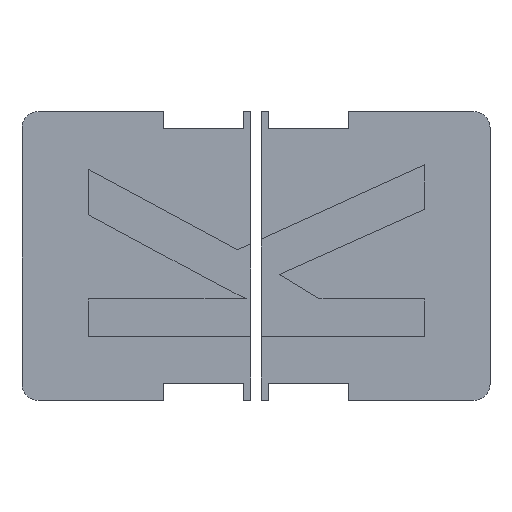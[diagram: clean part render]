
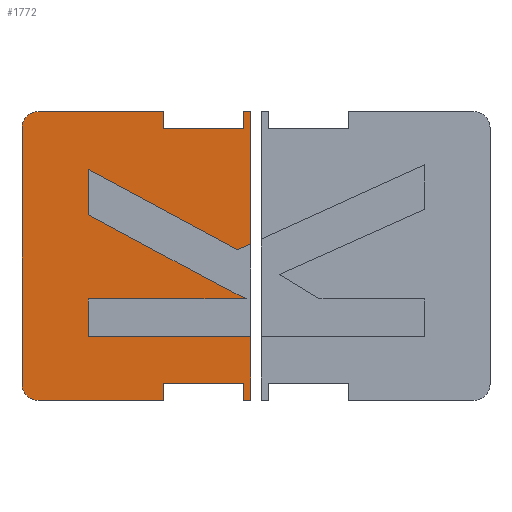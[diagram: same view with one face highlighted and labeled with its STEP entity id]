
A CAD part, top view. The second image highlights one B-rep face of the part: STEP entity #1772.
In plain terms, the highlighted planar face has unit normal (0, 0, 1).
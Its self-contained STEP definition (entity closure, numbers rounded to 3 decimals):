
#17=CIRCLE('',#1890,3.);
#18=CIRCLE('',#1891,3.);
#116=FACE_OUTER_BOUND('',#210,.T.);
#210=EDGE_LOOP('',(#1508,#1509,#1510,#1511,#1512,#1513,#1514,#1515,#1516,
#1517,#1518,#1519,#1520,#1521,#1522,#1523,#1524,#1525,#1526,#1527,#1528,
#1529,#1530));
#399=LINE('',#2722,#637);
#403=LINE('',#2730,#641);
#414=LINE('',#2752,#652);
#416=LINE('',#2756,#654);
#418=LINE('',#2760,#656);
#420=LINE('',#2764,#658);
#422=LINE('',#2768,#660);
#424=LINE('',#2772,#662);
#426=LINE('',#2776,#664);
#428=LINE('',#2779,#666);
#429=LINE('',#2782,#667);
#430=LINE('',#2784,#668);
#431=LINE('',#2786,#669);
#432=LINE('',#2788,#670);
#433=LINE('',#2790,#671);
#434=LINE('',#2794,#672);
#435=LINE('',#2798,#673);
#436=LINE('',#2800,#674);
#437=LINE('',#2802,#675);
#438=LINE('',#2804,#676);
#439=LINE('',#2805,#677);
#637=VECTOR('',#2232,10.);
#641=VECTOR('',#2236,10.);
#652=VECTOR('',#2251,10.);
#654=VECTOR('',#2255,10.);
#656=VECTOR('',#2259,10.);
#658=VECTOR('',#2263,10.);
#660=VECTOR('',#2267,10.);
#662=VECTOR('',#2271,10.);
#664=VECTOR('',#2275,10.);
#666=VECTOR('',#2279,10.);
#667=VECTOR('',#2282,10.);
#668=VECTOR('',#2283,10.);
#669=VECTOR('',#2284,10.);
#670=VECTOR('',#2285,10.);
#671=VECTOR('',#2286,10.);
#672=VECTOR('',#2289,10.);
#673=VECTOR('',#2292,10.);
#674=VECTOR('',#2293,10.);
#675=VECTOR('',#2294,10.);
#676=VECTOR('',#2295,10.);
#677=VECTOR('',#2296,10.);
#820=VERTEX_POINT('',#2719);
#821=VERTEX_POINT('',#2721);
#824=VERTEX_POINT('',#2727);
#825=VERTEX_POINT('',#2729);
#834=VERTEX_POINT('',#2751);
#835=VERTEX_POINT('',#2755);
#836=VERTEX_POINT('',#2759);
#837=VERTEX_POINT('',#2763);
#838=VERTEX_POINT('',#2767);
#839=VERTEX_POINT('',#2771);
#840=VERTEX_POINT('',#2775);
#841=VERTEX_POINT('',#2781);
#842=VERTEX_POINT('',#2783);
#843=VERTEX_POINT('',#2785);
#844=VERTEX_POINT('',#2787);
#845=VERTEX_POINT('',#2789);
#846=VERTEX_POINT('',#2791);
#847=VERTEX_POINT('',#2793);
#848=VERTEX_POINT('',#2795);
#849=VERTEX_POINT('',#2797);
#850=VERTEX_POINT('',#2799);
#851=VERTEX_POINT('',#2801);
#852=VERTEX_POINT('',#2803);
#1043=EDGE_CURVE('',#821,#820,#399,.T.);
#1047=EDGE_CURVE('',#825,#824,#403,.T.);
#1058=EDGE_CURVE('',#834,#821,#414,.T.);
#1060=EDGE_CURVE('',#835,#834,#416,.T.);
#1062=EDGE_CURVE('',#836,#835,#418,.T.);
#1064=EDGE_CURVE('',#837,#836,#420,.T.);
#1066=EDGE_CURVE('',#838,#837,#422,.T.);
#1068=EDGE_CURVE('',#839,#838,#424,.T.);
#1070=EDGE_CURVE('',#840,#839,#426,.T.);
#1072=EDGE_CURVE('',#824,#840,#428,.T.);
#1073=EDGE_CURVE('',#820,#841,#429,.T.);
#1074=EDGE_CURVE('',#841,#842,#430,.T.);
#1075=EDGE_CURVE('',#842,#843,#431,.T.);
#1076=EDGE_CURVE('',#843,#844,#432,.T.);
#1077=EDGE_CURVE('',#844,#845,#433,.T.);
#1078=EDGE_CURVE('',#845,#846,#17,.T.);
#1079=EDGE_CURVE('',#846,#847,#434,.T.);
#1080=EDGE_CURVE('',#847,#848,#18,.T.);
#1081=EDGE_CURVE('',#848,#849,#435,.T.);
#1082=EDGE_CURVE('',#849,#850,#436,.T.);
#1083=EDGE_CURVE('',#850,#851,#437,.T.);
#1084=EDGE_CURVE('',#851,#852,#438,.T.);
#1085=EDGE_CURVE('',#852,#825,#439,.T.);
#1508=ORIENTED_EDGE('',*,*,#1072,.T.);
#1509=ORIENTED_EDGE('',*,*,#1070,.T.);
#1510=ORIENTED_EDGE('',*,*,#1068,.T.);
#1511=ORIENTED_EDGE('',*,*,#1066,.T.);
#1512=ORIENTED_EDGE('',*,*,#1064,.T.);
#1513=ORIENTED_EDGE('',*,*,#1062,.T.);
#1514=ORIENTED_EDGE('',*,*,#1060,.T.);
#1515=ORIENTED_EDGE('',*,*,#1058,.T.);
#1516=ORIENTED_EDGE('',*,*,#1043,.T.);
#1517=ORIENTED_EDGE('',*,*,#1073,.T.);
#1518=ORIENTED_EDGE('',*,*,#1074,.T.);
#1519=ORIENTED_EDGE('',*,*,#1075,.T.);
#1520=ORIENTED_EDGE('',*,*,#1076,.T.);
#1521=ORIENTED_EDGE('',*,*,#1077,.T.);
#1522=ORIENTED_EDGE('',*,*,#1078,.T.);
#1523=ORIENTED_EDGE('',*,*,#1079,.T.);
#1524=ORIENTED_EDGE('',*,*,#1080,.T.);
#1525=ORIENTED_EDGE('',*,*,#1081,.T.);
#1526=ORIENTED_EDGE('',*,*,#1082,.T.);
#1527=ORIENTED_EDGE('',*,*,#1083,.T.);
#1528=ORIENTED_EDGE('',*,*,#1084,.T.);
#1529=ORIENTED_EDGE('',*,*,#1085,.T.);
#1530=ORIENTED_EDGE('',*,*,#1047,.T.);
#1680=PLANE('',#1889);
#1772=ADVANCED_FACE('',(#116),#1680,.T.);
#1889=AXIS2_PLACEMENT_3D('',#2780,#2280,#2281);
#1890=AXIS2_PLACEMENT_3D('',#2792,#2287,#2288);
#1891=AXIS2_PLACEMENT_3D('',#2796,#2290,#2291);
#2232=DIRECTION('',(0.,1.,0.));
#2236=DIRECTION('',(0.,1.,0.));
#2251=DIRECTION('',(0.911,0.413,0.));
#2255=DIRECTION('',(0.88,-0.475,0.));
#2259=DIRECTION('',(0.,1.,0.));
#2263=DIRECTION('',(-0.881,0.473,0.));
#2267=DIRECTION('',(-0.887,0.462,0.));
#2271=DIRECTION('',(1.,0.,0.));
#2275=DIRECTION('',(0.,1.,0.));
#2279=DIRECTION('',(-1.,0.,0.));
#2280=DIRECTION('center_axis',(0.,0.,1.));
#2281=DIRECTION('ref_axis',(1.,0.,0.));
#2282=DIRECTION('',(-1.,0.,0.));
#2283=DIRECTION('',(0.,-1.,0.));
#2284=DIRECTION('',(-1.,0.,0.));
#2285=DIRECTION('',(0.,1.,0.));
#2286=DIRECTION('',(-1.,0.,0.));
#2287=DIRECTION('center_axis',(0.,0.,1.));
#2288=DIRECTION('ref_axis',(0.,1.,0.));
#2289=DIRECTION('',(0.,-1.,0.));
#2290=DIRECTION('center_axis',(0.,0.,1.));
#2291=DIRECTION('ref_axis',(-1.,0.,0.));
#2292=DIRECTION('',(1.,0.,0.));
#2293=DIRECTION('',(0.,1.,0.));
#2294=DIRECTION('',(1.,0.,0.));
#2295=DIRECTION('',(0.,-1.,0.));
#2296=DIRECTION('',(1.,0.,0.));
#2719=CARTESIAN_POINT('',(42.8,54.,0.6));
#2721=CARTESIAN_POINT('',(42.8,29.284,0.6));
#2722=CARTESIAN_POINT('',(42.8,54.,0.6));
#2727=CARTESIAN_POINT('',(42.8,11.919,0.6));
#2729=CARTESIAN_POINT('',(42.8,0.,0.6));
#2730=CARTESIAN_POINT('',(42.8,54.,0.6));
#2751=CARTESIAN_POINT('',(40.328,28.163,0.6));
#2752=CARTESIAN_POINT('',(49.805,32.46,0.6));
#2755=CARTESIAN_POINT('',(12.42,43.212,0.6));
#2756=CARTESIAN_POINT('',(33.239,31.986,0.6));
#2759=CARTESIAN_POINT('',(12.42,34.7,0.6));
#2760=CARTESIAN_POINT('',(12.42,35.106,0.6));
#2763=CARTESIAN_POINT('',(34.487,22.851,0.6));
#2764=CARTESIAN_POINT('',(17.51,31.967,0.6));
#2767=CARTESIAN_POINT('',(41.972,18.956,0.6));
#2768=CARTESIAN_POINT('',(28.488,25.972,0.6));
#2771=CARTESIAN_POINT('',(12.42,18.956,0.6));
#2772=CARTESIAN_POINT('',(31.686,18.956,0.6));
#2775=CARTESIAN_POINT('',(12.42,11.919,0.6));
#2776=CARTESIAN_POINT('',(12.42,22.978,0.6));
#2779=CARTESIAN_POINT('',(16.91,11.919,0.6));
#2780=CARTESIAN_POINT('Origin',(21.4,27.,0.6));
#2781=CARTESIAN_POINT('',(41.4,54.,0.6));
#2782=CARTESIAN_POINT('',(82.6,54.,0.6));
#2783=CARTESIAN_POINT('',(41.4,50.8,0.6));
#2784=CARTESIAN_POINT('',(41.4,50.8,0.6));
#2785=CARTESIAN_POINT('',(26.4,50.8,0.6));
#2786=CARTESIAN_POINT('',(26.4,50.8,0.6));
#2787=CARTESIAN_POINT('',(26.4,54.,0.6));
#2788=CARTESIAN_POINT('',(26.4,54.,0.6));
#2789=CARTESIAN_POINT('',(3.,54.,0.6));
#2790=CARTESIAN_POINT('',(82.6,54.,0.6));
#2791=CARTESIAN_POINT('',(0.,51.,0.6));
#2792=CARTESIAN_POINT('Origin',(3.,51.,0.6));
#2793=CARTESIAN_POINT('',(0.,3.,0.6));
#2794=CARTESIAN_POINT('',(0.,51.,0.6));
#2795=CARTESIAN_POINT('',(3.,0.,0.6));
#2796=CARTESIAN_POINT('Origin',(3.,3.,0.6));
#2797=CARTESIAN_POINT('',(26.4,0.,0.6));
#2798=CARTESIAN_POINT('',(3.,0.,0.6));
#2799=CARTESIAN_POINT('',(26.4,3.2,0.6));
#2800=CARTESIAN_POINT('',(26.4,0.,0.6));
#2801=CARTESIAN_POINT('',(41.4,3.2,0.6));
#2802=CARTESIAN_POINT('',(26.4,3.2,0.6));
#2803=CARTESIAN_POINT('',(41.4,0.,0.6));
#2804=CARTESIAN_POINT('',(41.4,3.2,0.6));
#2805=CARTESIAN_POINT('',(3.,0.,0.6));
